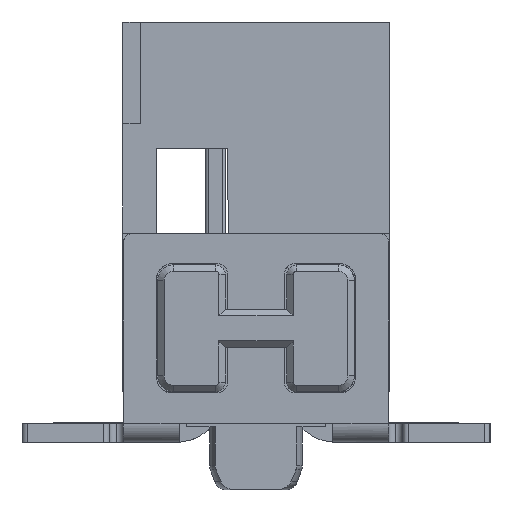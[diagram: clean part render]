
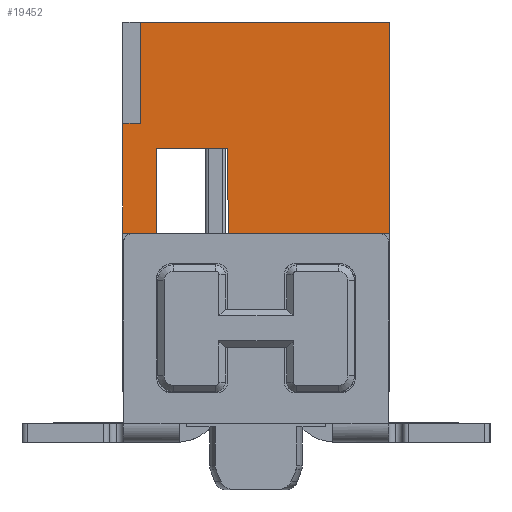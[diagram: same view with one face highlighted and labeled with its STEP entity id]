
A CAD part, left-side view. The second image highlights one B-rep face of the part: STEP entity #19452.
In plain terms, the highlighted planar face has unit normal (-1, 0, 0).
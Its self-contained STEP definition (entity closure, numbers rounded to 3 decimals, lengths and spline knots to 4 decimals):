
#19411=AXIS2_PLACEMENT_3D('Plane Axis2P3D',#19408,#19409,#19410) ;
#7602=CARTESIAN_POINT('Vertex',(1.165,1.6,7.38)) ;
#7605=CARTESIAN_POINT('Line Origine',(1.165,1.6,5.715)) ;
#7609=CARTESIAN_POINT('Vertex',(1.165,1.6,4.05)) ;
#8581=CARTESIAN_POINT('Vertex',(1.165,4.1392,4.05)) ;
#8584=CARTESIAN_POINT('Line Origine',(1.165,4.1421,4.715)) ;
#8588=CARTESIAN_POINT('Vertex',(1.165,4.145,5.38)) ;
#16488=CARTESIAN_POINT('Vertex',(1.165,5.275,5.38)) ;
#16491=CARTESIAN_POINT('Line Origine',(1.165,5.275,4.715)) ;
#16495=CARTESIAN_POINT('Vertex',(1.165,5.275,4.05)) ;
#17032=CARTESIAN_POINT('Vertex',(1.165,5.8,4.05)) ;
#17035=CARTESIAN_POINT('Line Origine',(1.165,5.8,4.915)) ;
#17039=CARTESIAN_POINT('Vertex',(1.165,5.8,5.78)) ;
#19322=CARTESIAN_POINT('Vertex',(1.165,5.525,7.38)) ;
#19325=CARTESIAN_POINT('Line Origine',(1.165,3.5625,7.38)) ;
#19408=CARTESIAN_POINT('Axis2P3D Location',(1.165,6.0561,3.5794)) ;
#19413=CARTESIAN_POINT('Line Origine',(1.165,5.6625,5.78)) ;
#19417=CARTESIAN_POINT('Vertex',(1.165,5.525,5.78)) ;
#19420=CARTESIAN_POINT('Line Origine',(1.165,5.5375,4.05)) ;
#19425=CARTESIAN_POINT('Line Origine',(1.165,4.71,5.38)) ;
#19430=CARTESIAN_POINT('Line Origine',(1.165,2.8696,4.05)) ;
#19435=CARTESIAN_POINT('Line Origine',(1.165,5.525,6.58)) ;
#7606=DIRECTION('Vector Direction',(0.,0.,-1.)) ;
#8585=DIRECTION('Vector Direction',(0.,-0.004,-1.)) ;
#16492=DIRECTION('Vector Direction',(0.,0.,1.)) ;
#17036=DIRECTION('Vector Direction',(0.,0.,-1.)) ;
#19326=DIRECTION('Vector Direction',(0.,-1.,0.)) ;
#19409=DIRECTION('Axis2P3D Direction',(-1.,0.,0.)) ;
#19410=DIRECTION('Axis2P3D XDirection',(0.,-1.,0.)) ;
#19414=DIRECTION('Vector Direction',(0.,1.,0.)) ;
#19421=DIRECTION('Vector Direction',(0.,-1.,0.)) ;
#19426=DIRECTION('Vector Direction',(0.,-1.,0.)) ;
#19431=DIRECTION('Vector Direction',(0.,-1.,0.)) ;
#19436=DIRECTION('Vector Direction',(0.,0.,-1.)) ;
#7607=VECTOR('Line Direction',#7606,1.) ;
#8586=VECTOR('Line Direction',#8585,1.) ;
#16493=VECTOR('Line Direction',#16492,1.) ;
#17037=VECTOR('Line Direction',#17036,1.) ;
#19327=VECTOR('Line Direction',#19326,1.) ;
#19415=VECTOR('Line Direction',#19414,1.) ;
#19422=VECTOR('Line Direction',#19421,1.) ;
#19427=VECTOR('Line Direction',#19426,1.) ;
#19432=VECTOR('Line Direction',#19431,1.) ;
#19437=VECTOR('Line Direction',#19436,1.) ;
#19441=ORIENTED_EDGE('',*,*,#19419,.T.) ;
#19442=ORIENTED_EDGE('',*,*,#17041,.T.) ;
#19443=ORIENTED_EDGE('',*,*,#19424,.T.) ;
#19444=ORIENTED_EDGE('',*,*,#16497,.T.) ;
#19445=ORIENTED_EDGE('',*,*,#19429,.T.) ;
#19446=ORIENTED_EDGE('',*,*,#8590,.T.) ;
#19447=ORIENTED_EDGE('',*,*,#19434,.T.) ;
#19448=ORIENTED_EDGE('',*,*,#7611,.F.) ;
#19449=ORIENTED_EDGE('',*,*,#19329,.F.) ;
#19450=ORIENTED_EDGE('',*,*,#19439,.T.) ;
#19452=ADVANCED_FACE('Hauptk\X2\00F6\X0\rper',(#19451),#19412,.T.) ;
#7611=EDGE_CURVE('',#7603,#7610,#7608,.T.) ;
#8590=EDGE_CURVE('',#8589,#8582,#8587,.T.) ;
#16497=EDGE_CURVE('',#16496,#16489,#16494,.T.) ;
#17041=EDGE_CURVE('',#17040,#17033,#17038,.T.) ;
#19329=EDGE_CURVE('',#19323,#7603,#19328,.T.) ;
#19419=EDGE_CURVE('',#19418,#17040,#19416,.T.) ;
#19424=EDGE_CURVE('',#17033,#16496,#19423,.T.) ;
#19429=EDGE_CURVE('',#16489,#8589,#19428,.T.) ;
#19434=EDGE_CURVE('',#8582,#7610,#19433,.T.) ;
#19439=EDGE_CURVE('',#19323,#19418,#19438,.T.) ;
#19440=EDGE_LOOP('',(#19441,#19442,#19443,#19444,#19445,#19446,#19447,#19448,#19449,#19450)) ;
#19451=FACE_OUTER_BOUND('',#19440,.T.) ;
#7608=LINE('Line',#7605,#7607) ;
#8587=LINE('Line',#8584,#8586) ;
#16494=LINE('Line',#16491,#16493) ;
#17038=LINE('Line',#17035,#17037) ;
#19328=LINE('Line',#19325,#19327) ;
#19416=LINE('Line',#19413,#19415) ;
#19423=LINE('Line',#19420,#19422) ;
#19428=LINE('Line',#19425,#19427) ;
#19433=LINE('Line',#19430,#19432) ;
#19438=LINE('Line',#19435,#19437) ;
#19412=PLANE('',#19411) ;
#7603=VERTEX_POINT('',#7602) ;
#7610=VERTEX_POINT('',#7609) ;
#8582=VERTEX_POINT('',#8581) ;
#8589=VERTEX_POINT('',#8588) ;
#16489=VERTEX_POINT('',#16488) ;
#16496=VERTEX_POINT('',#16495) ;
#17033=VERTEX_POINT('',#17032) ;
#17040=VERTEX_POINT('',#17039) ;
#19323=VERTEX_POINT('',#19322) ;
#19418=VERTEX_POINT('',#19417) ;
